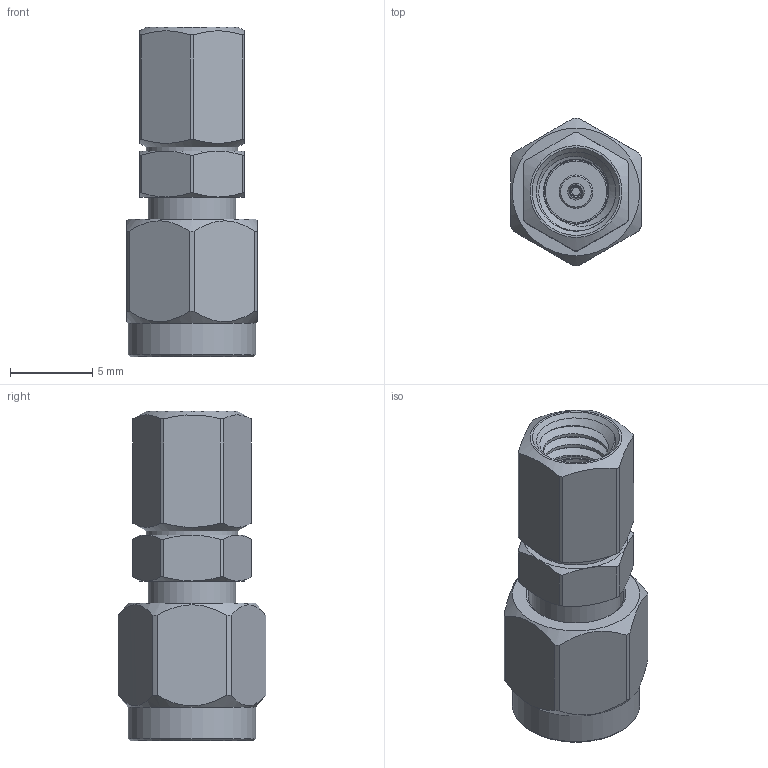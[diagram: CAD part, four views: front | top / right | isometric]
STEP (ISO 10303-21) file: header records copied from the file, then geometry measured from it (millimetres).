
FILE_DESCRIPTION (( 'STEP AP203' ), '1' );
FILE_NAME ('SM2074.step', '2020-01-07T15:23:07', ( '' ), ( '' ), 'SwSTEP 2.0', 'SolidWorks 2018', '' );
FILE_SCHEMA (( 'CONFIG_CONTROL_DESIGN' ));
Length unit declared in the file: inch
Products named in the file (1): SM2074
Bounding box: 7.94 x 8.99 x 20.07 mm (x, y, z)
Volume: 619.7 mm3; surface area: 1059.8 mm2
Topology: 1 solids, 1 shells, 132 faces, 343 edges, 227 vertices
Faces by surface type: plane 55, cylinder 42, cone 27, bspline 8
Full cylindrical faces by diameter (mm): 0.508 x1, 0.94 x1, 0.977 x1, 1.016 x1, 1.194 x1, 2.032 x1, 3.734 x1, 3.886 x1, 4.445 x1, 4.826 x3, 5.334 x1, 5.588 x1, 5.842 x1, 6.35 x6, 7.762 x1
Entity records: 7177 total; most frequent: CARTESIAN_POINT 4372, ORIENTED_EDGE 584, DIRECTION 510, EDGE_CURVE 292, AXIS2_PLACEMENT_3D 219, VERTEX_POINT 211, EDGE_LOOP 163, FACE_OUTER_BOUND 139
